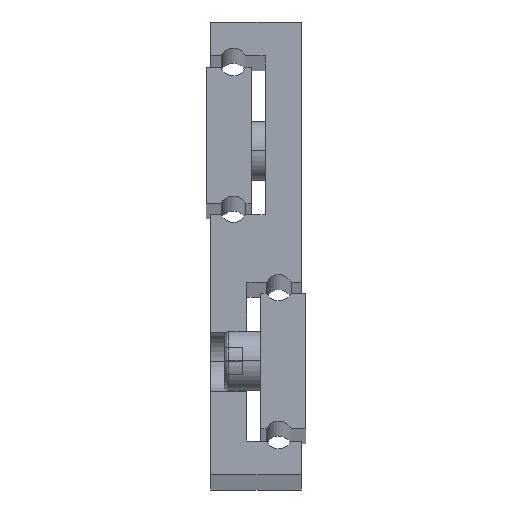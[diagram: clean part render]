
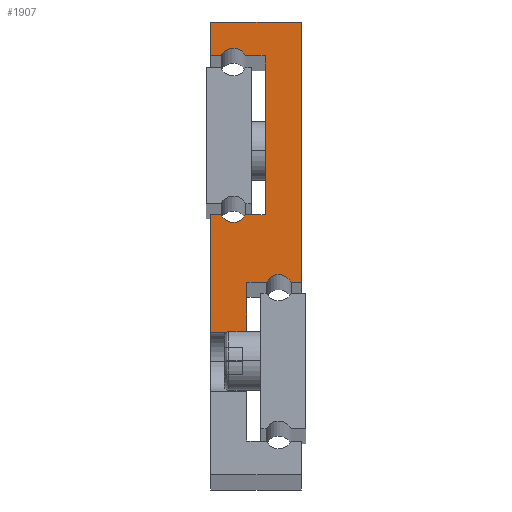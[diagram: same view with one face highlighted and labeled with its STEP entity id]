
A CAD part, top view. The second image highlights one B-rep face of the part: STEP entity #1907.
In plain terms, the highlighted planar face has unit normal (0, 0, 1).
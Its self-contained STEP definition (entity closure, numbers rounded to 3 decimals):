
#5 = CARTESIAN_POINT ( 'NONE',  ( 0., 31.5, 950. ) ) ;
#25 = EDGE_CURVE ( 'NONE', #33, #1999, #2009, .T. ) ;
#33 = VERTEX_POINT ( 'NONE', #338 ) ;
#46 = EDGE_CURVE ( 'NONE', #1127, #524, #1921, .T. ) ;
#54 = VERTEX_POINT ( 'NONE', #1199 ) ;
#61 = CARTESIAN_POINT ( 'NONE',  ( 12., 57.5, 950. ) ) ;
#68 = CARTESIAN_POINT ( 'NONE',  ( 7.727, 57.5, 950. ) ) ;
#74 = EDGE_CURVE ( 'NONE', #467, #1771, #225, .T. ) ;
#75 = VECTOR ( 'NONE', #1793, 1000. ) ;
#137 = VECTOR ( 'NONE', #887, 1000. ) ;
#165 = EDGE_CURVE ( 'NONE', #1432, #1054, #265, .T. ) ;
#182 = CARTESIAN_POINT ( 'NONE',  ( 0., 31.5, 950. ) ) ;
#214 = CIRCLE ( 'NONE', #1339, 3. ) ;
#225 = LINE ( 'NONE', #68, #1824 ) ;
#265 = LINE ( 'NONE', #780, #1182 ) ;
#272 = LINE ( 'NONE', #1417, #1773 ) ;
#280 = CARTESIAN_POINT ( 'NONE',  ( 12., 92.5, 950. ) ) ;
#295 = VERTEX_POINT ( 'NONE', #668 ) ;
#338 = CARTESIAN_POINT ( 'NONE',  ( 17.727, 42.5, 950. ) ) ;
#379 = VECTOR ( 'NONE', #1504, 1000. ) ;
#394 = FACE_OUTER_BOUND ( 'NONE', #1009, .T. ) ;
#413 = DIRECTION ( 'NONE',  ( 1., 0., 0. ) ) ;
#438 = DIRECTION ( 'NONE',  ( 0., 0., -1. ) ) ;
#467 = VERTEX_POINT ( 'NONE', #61 ) ;
#485 = DIRECTION ( 'NONE',  ( 1., 0., 0. ) ) ;
#496 = DIRECTION ( 'NONE',  ( -1., 0., 0. ) ) ;
#511 = ORIENTED_EDGE ( 'NONE', *, *, #1336, .T. ) ;
#524 = VERTEX_POINT ( 'NONE', #708 ) ;
#539 = CARTESIAN_POINT ( 'NONE',  ( 0., 0., 950. ) ) ;
#547 = CARTESIAN_POINT ( 'NONE',  ( 20., 100., 950. ) ) ;
#602 = VERTEX_POINT ( 'NONE', #679 ) ;
#650 = VECTOR ( 'NONE', #2204, 1000. ) ;
#661 = VERTEX_POINT ( 'NONE', #2088 ) ;
#668 = CARTESIAN_POINT ( 'NONE',  ( 2.273, 57.5, 950. ) ) ;
#679 = CARTESIAN_POINT ( 'NONE',  ( 12.273, 42.5, 950. ) ) ;
#708 = CARTESIAN_POINT ( 'NONE',  ( 0., 92.5, 950. ) ) ;
#711 = ORIENTED_EDGE ( 'NONE', *, *, #879, .T. ) ;
#730 = CARTESIAN_POINT ( 'NONE',  ( 20., 42.5, 950. ) ) ;
#742 = DIRECTION ( 'NONE',  ( -1., 0., 0. ) ) ;
#755 = ORIENTED_EDGE ( 'NONE', *, *, #2075, .T. ) ;
#766 = AXIS2_PLACEMENT_3D ( 'NONE', #1821, #966, #1642 ) ;
#780 = CARTESIAN_POINT ( 'NONE',  ( 7.727, 92.5, 950. ) ) ;
#803 = ORIENTED_EDGE ( 'NONE', *, *, #1812, .T. ) ;
#806 = AXIS2_PLACEMENT_3D ( 'NONE', #1962, #927, #1602 ) ;
#808 = EDGE_CURVE ( 'NONE', #602, #33, #2130, .T. ) ;
#810 = CARTESIAN_POINT ( 'NONE',  ( 0., 92.5, 950. ) ) ;
#822 = ORIENTED_EDGE ( 'NONE', *, *, #165, .T. ) ;
#836 = VECTOR ( 'NONE', #1765, 1000. ) ;
#859 = CARTESIAN_POINT ( 'NONE',  ( 7.727, 92.5, 950. ) ) ;
#879 = EDGE_CURVE ( 'NONE', #1915, #1432, #1953, .T. ) ;
#887 = DIRECTION ( 'NONE',  ( 1., 0., 0. ) ) ;
#894 = ORIENTED_EDGE ( 'NONE', *, *, #74, .T. ) ;
#926 = CARTESIAN_POINT ( 'NONE',  ( 0., 100., 950. ) ) ;
#927 = DIRECTION ( 'NONE',  ( 0., 0., -1. ) ) ;
#944 = EDGE_CURVE ( 'NONE', #524, #1915, #2025, .T. ) ;
#966 = DIRECTION ( 'NONE',  ( 0., 0., -1. ) ) ;
#981 = DIRECTION ( 'NONE',  ( -1., 0., 0. ) ) ;
#1009 = EDGE_LOOP ( 'NONE', ( #803, #511, #1645, #2108, #1998, #1359, #2001, #1346, #1080, #1412, #711, #822, #2207, #894, #755, #1036 ) ) ;
#1036 = ORIENTED_EDGE ( 'NONE', *, *, #1276, .T. ) ;
#1054 = VERTEX_POINT ( 'NONE', #280 ) ;
#1076 = EDGE_CURVE ( 'NONE', #1054, #467, #272, .T. ) ;
#1080 = ORIENTED_EDGE ( 'NONE', *, *, #46, .T. ) ;
#1084 = LINE ( 'NONE', #547, #75 ) ;
#1127 = VERTEX_POINT ( 'NONE', #926 ) ;
#1147 = VERTEX_POINT ( 'NONE', #1799 ) ;
#1169 = CARTESIAN_POINT ( 'NONE',  ( 20., 42.5, 950. ) ) ;
#1171 = CARTESIAN_POINT ( 'NONE',  ( 20., 100., 950. ) ) ;
#1181 = LINE ( 'NONE', #1171, #379 ) ;
#1182 = VECTOR ( 'NONE', #413, 1000. ) ;
#1199 = CARTESIAN_POINT ( 'NONE',  ( 8., 42.5, 950. ) ) ;
#1208 = EDGE_CURVE ( 'NONE', #1999, #1147, #1181, .T. ) ;
#1214 = CARTESIAN_POINT ( 'NONE',  ( 7.727, 57.5, 950. ) ) ;
#1217 = AXIS2_PLACEMENT_3D ( 'NONE', #1506, #2209, #496 ) ;
#1276 = EDGE_CURVE ( 'NONE', #295, #1741, #1302, .T. ) ;
#1302 = LINE ( 'NONE', #2010, #1586 ) ;
#1307 = EDGE_CURVE ( 'NONE', #54, #602, #1481, .T. ) ;
#1328 = VECTOR ( 'NONE', #485, 1000. ) ;
#1336 = EDGE_CURVE ( 'NONE', #1755, #661, #1909, .T. ) ;
#1339 = AXIS2_PLACEMENT_3D ( 'NONE', #2157, #438, #981 ) ;
#1346 = ORIENTED_EDGE ( 'NONE', *, *, #1878, .T. ) ;
#1359 = ORIENTED_EDGE ( 'NONE', *, *, #25, .T. ) ;
#1412 = ORIENTED_EDGE ( 'NONE', *, *, #944, .T. ) ;
#1417 = CARTESIAN_POINT ( 'NONE',  ( 12., 92.5, 950. ) ) ;
#1419 = DIRECTION ( 'NONE',  ( 0., 1., 0. ) ) ;
#1432 = VERTEX_POINT ( 'NONE', #859 ) ;
#1481 = LINE ( 'NONE', #1739, #137 ) ;
#1504 = DIRECTION ( 'NONE',  ( 0., 1., 0. ) ) ;
#1506 = CARTESIAN_POINT ( 'NONE',  ( 15., 41.25, 950. ) ) ;
#1563 = DIRECTION ( 'NONE',  ( 0., -1., 0. ) ) ;
#1567 = DIRECTION ( 'NONE',  ( 1., 0., 0. ) ) ;
#1586 = VECTOR ( 'NONE', #1989, 1000. ) ;
#1593 = LINE ( 'NONE', #1952, #1995 ) ;
#1602 = DIRECTION ( 'NONE',  ( -1., 0., 0. ) ) ;
#1642 = DIRECTION ( 'NONE',  ( 1., 0., 0. ) ) ;
#1645 = ORIENTED_EDGE ( 'NONE', *, *, #1864, .T. ) ;
#1739 = CARTESIAN_POINT ( 'NONE',  ( 12.273, 42.5, 950. ) ) ;
#1741 = VERTEX_POINT ( 'NONE', #1805 ) ;
#1755 = VERTEX_POINT ( 'NONE', #5 ) ;
#1765 = DIRECTION ( 'NONE',  ( 0., -1., 0. ) ) ;
#1770 = CARTESIAN_POINT ( 'NONE',  ( 2.273, 92.5, 950. ) ) ;
#1771 = VERTEX_POINT ( 'NONE', #1214 ) ;
#1773 = VECTOR ( 'NONE', #2152, 1000. ) ;
#1776 = VECTOR ( 'NONE', #1567, 1000. ) ;
#1793 = DIRECTION ( 'NONE',  ( -1., 0., 0. ) ) ;
#1799 = CARTESIAN_POINT ( 'NONE',  ( 20., 100., 950. ) ) ;
#1805 = CARTESIAN_POINT ( 'NONE',  ( 0., 57.5, 950. ) ) ;
#1812 = EDGE_CURVE ( 'NONE', #1741, #1755, #2042, .T. ) ;
#1821 = CARTESIAN_POINT ( 'NONE',  ( 5., 91.25, 950. ) ) ;
#1824 = VECTOR ( 'NONE', #742, 1000. ) ;
#1864 = EDGE_CURVE ( 'NONE', #661, #54, #1593, .T. ) ;
#1878 = EDGE_CURVE ( 'NONE', #1147, #1127, #1084, .T. ) ;
#1907 = ADVANCED_FACE ( 'NONE', ( #394 ), #2100, .F. ) ;
#1909 = LINE ( 'NONE', #182, #1776 ) ;
#1915 = VERTEX_POINT ( 'NONE', #1770 ) ;
#1921 = LINE ( 'NONE', #1934, #836 ) ;
#1934 = CARTESIAN_POINT ( 'NONE',  ( 0., 100., 950. ) ) ;
#1952 = CARTESIAN_POINT ( 'NONE',  ( 8., 7.5, 950. ) ) ;
#1953 = CIRCLE ( 'NONE', #766, 3. ) ;
#1959 = VECTOR ( 'NONE', #1563, 1000. ) ;
#1962 = CARTESIAN_POINT ( 'NONE',  ( 5., 58.75, 950. ) ) ;
#1989 = DIRECTION ( 'NONE',  ( -1., 0., 0. ) ) ;
#1995 = VECTOR ( 'NONE', #1419, 1000. ) ;
#1998 = ORIENTED_EDGE ( 'NONE', *, *, #808, .T. ) ;
#1999 = VERTEX_POINT ( 'NONE', #730 ) ;
#2001 = ORIENTED_EDGE ( 'NONE', *, *, #1208, .T. ) ;
#2009 = LINE ( 'NONE', #1169, #650 ) ;
#2010 = CARTESIAN_POINT ( 'NONE',  ( 0., 57.5, 950. ) ) ;
#2025 = LINE ( 'NONE', #810, #1328 ) ;
#2042 = LINE ( 'NONE', #539, #1959 ) ;
#2075 = EDGE_CURVE ( 'NONE', #1771, #295, #214, .T. ) ;
#2088 = CARTESIAN_POINT ( 'NONE',  ( 8., 31.5, 950. ) ) ;
#2100 = PLANE ( 'NONE',  #806 ) ;
#2108 = ORIENTED_EDGE ( 'NONE', *, *, #1307, .T. ) ;
#2130 = CIRCLE ( 'NONE', #1217, 3. ) ;
#2152 = DIRECTION ( 'NONE',  ( 0., -1., 0. ) ) ;
#2157 = CARTESIAN_POINT ( 'NONE',  ( 5., 58.75, 950. ) ) ;
#2204 = DIRECTION ( 'NONE',  ( 1., 0., 0. ) ) ;
#2207 = ORIENTED_EDGE ( 'NONE', *, *, #1076, .T. ) ;
#2209 = DIRECTION ( 'NONE',  ( 0., 0., -1. ) ) ;
